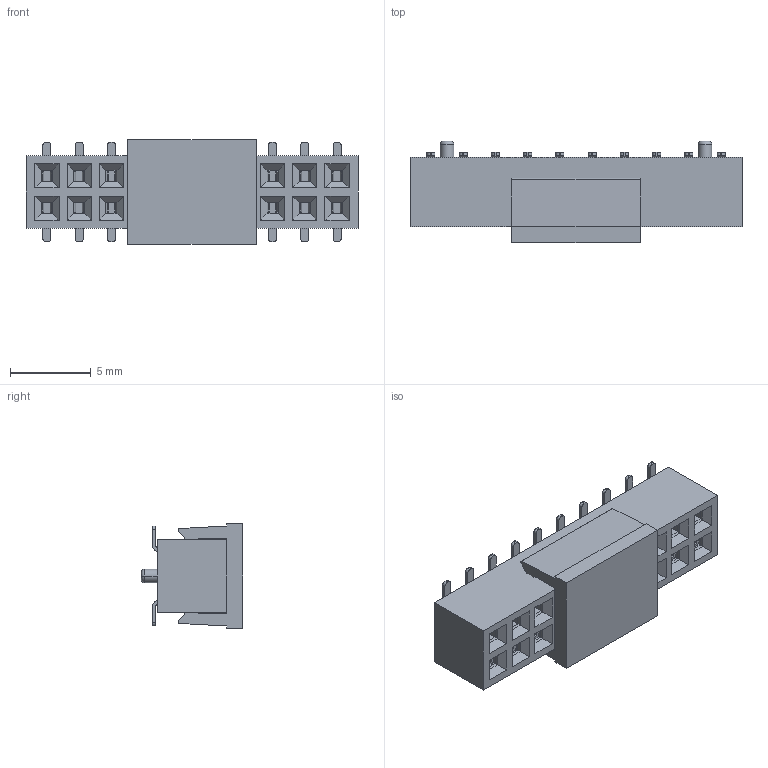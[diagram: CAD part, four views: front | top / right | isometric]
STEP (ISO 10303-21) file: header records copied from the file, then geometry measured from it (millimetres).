
FILE_DESCRIPTION( ('This file contains a STEP AP42 implementation' ,'as created by ZW3D STEP Interface translator.') ,'2;1' );
FILE_NAME( '2243-2XXMCUNX2.stp' ,'23 415.154355', (''), ('ZWCAD Software Co.'), 'Version 1.0', 'ZW3D to STEP translator', '' );
FILE_SCHEMA(('AUTOMOTIVE_DESIGN { 1 0 10303 214 1 1 1 1 }'));
Length unit declared in the file: millimetre
Products named in the file (5): 0; 2243-210mxxcunr2; G2243-210CUN01_1; T2243-XXM21_1; CAP2243-G201_1
Assembly tree (22 placements, depth 2):
  0
  2243-210mxxcunr2
    G2243-210CUN01_1
    T2243-XXM21_1  x20
    CAP2243-G201_1
Bounding box: 20.6 x 6.3 x 6.5 mm (x, y, z)
Volume: 381.2 mm3; surface area: 1568.6 mm2
Topology: 22 solids, 22 shells, 1718 faces, 4652 edges, 3020 vertices
Faces by surface type: plane 1104, cylinder 610, torus 4
Entity records: 11755 total; most frequent: CARTESIAN_POINT 2024, DIRECTION 1871, ORIENTED_EDGE 1856, EDGE_CURVE 928, VECTOR 837, LINE 837, VERTEX_POINT 588, AXIS2_PLACEMENT_3D 517
